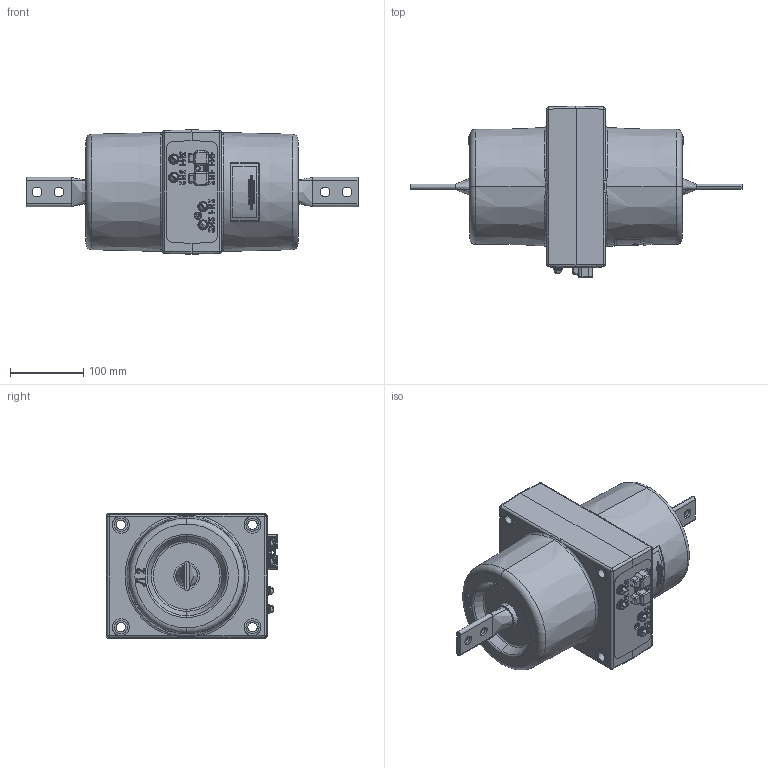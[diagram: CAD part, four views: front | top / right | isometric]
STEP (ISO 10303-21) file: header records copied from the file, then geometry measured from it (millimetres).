
FILE_DESCRIPTION (( 'STEP AP203' ), '1' );
FILE_NAME ('ﾒﾏﾎﾋ-10ﾌ-3 (400-600)ﾀ.STEP', '2016-10-26T07:59:01', ( '' ), ( '' ), 'SwSTEP 2.0', 'SolidWorks 2010', '' );
FILE_SCHEMA (( 'CONFIG_CONTROL_DESIGN' ));
Length unit declared in the file: millimetre
Products named in the file (1): ﾒﾏﾎﾋ-10ﾌ-3 (400-600)ﾀ
Bounding box: 454 x 234.5 x 170 mm (x, y, z)
Surface area: 314923.9 mm2 (no closed solid volume)
Topology: 0 solids, 62 shells, 748 faces, 4576 edges, 3856 vertices
Faces by surface type: plane 259, bspline 183, cylinder 146, cone 120, sphere 24, torus 16
Entity records: 60633 total; most frequent: CARTESIAN_POINT 31312, ORIENTED_EDGE 6157, EDGE_CURVE 4575, DIRECTION 4056, VERTEX_POINT 3856, B_SPLINE_CURVE_WITH_KNOTS 2304, LINE 1468, VECTOR 1468
